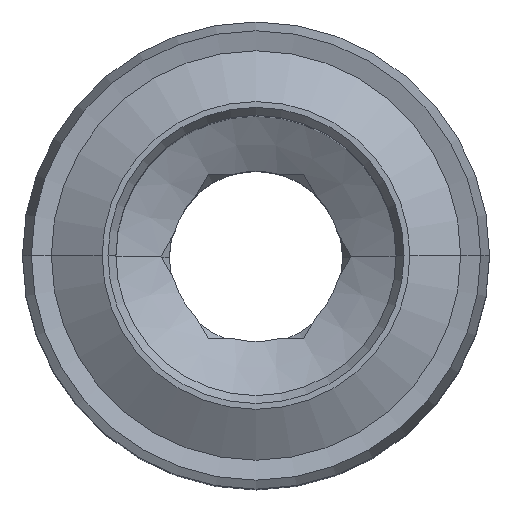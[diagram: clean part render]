
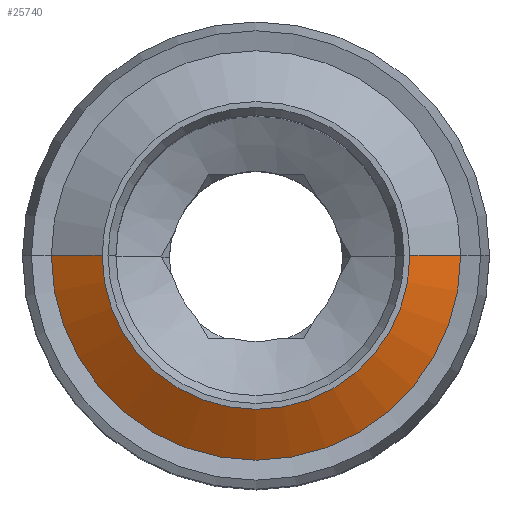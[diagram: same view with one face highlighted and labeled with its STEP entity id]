
A CAD part, top view. The second image highlights one B-rep face of the part: STEP entity #25740.
In plain terms, the highlighted conical face has half-angle 60 degrees and reference radius 5.6 mm.
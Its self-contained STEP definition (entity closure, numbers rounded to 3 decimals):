
#14480=CARTESIAN_POINT('',(0.,-7.45,
55.282));
#14490=VERTEX_POINT('',#14480);
#14520=CARTESIAN_POINT('',(0.,0.,
55.282));
#14530=DIRECTION('',(0.,0.,1.));
#14540=DIRECTION('',(0.,1.,0.));
#14550=AXIS2_PLACEMENT_3D('',#14520,#14530,#14540);
#14560=CIRCLE('',#14550,7.45);
#14610=CARTESIAN_POINT('',(0.,7.45,
55.282));
#14620=VERTEX_POINT('',#14610);
#14880=CARTESIAN_POINT('',(0.,0.,
56.35));
#14890=DIRECTION('',(0.,0.,1.));
#14900=DIRECTION('',(0.,1.,0.));
#14910=AXIS2_PLACEMENT_3D('',#14880,#14890,#14900);
#14920=CIRCLE('',#14910,5.6);
#14950=CARTESIAN_POINT('',(0.,5.6,56.35));
#14960=VERTEX_POINT('',#14950);
#14990=CARTESIAN_POINT('',(0.,5.6,56.35));
#15000=DIRECTION('',(0.,0.866,
-0.5));
#15010=VECTOR('',#15000,6.466);
#15020=LINE('',#14990,#15010);
#15030=EDGE_CURVE('',#14960,#14620,#15020,.T.);
#15070=CARTESIAN_POINT('',(0.,-5.6,56.35));
#15080=DIRECTION('',(0.,-0.866,
-0.5));
#15090=VECTOR('',#15080,6.466);
#15100=LINE('',#15070,#15090);
#15110=CARTESIAN_POINT('',(0.,-5.6,56.35));
#15120=VERTEX_POINT('',#15110);
#15130=EDGE_CURVE('',#15120,#14490,#15100,.T.);
#15510=EDGE_CURVE('',#14960,#15120,#14920,.T.);
#25620=CARTESIAN_POINT('',(0.,0.,
56.35));
#25630=DIRECTION('',(0.,0.,-1.));
#25640=DIRECTION('',(0.,1.,0.));
#25650=AXIS2_PLACEMENT_3D('',#25620,#25630,#25640);
#25660=CONICAL_SURFACE('',#25650,5.6,1.047);
#25670=ORIENTED_EDGE('',*,*,#15510,.F.);
#25680=ORIENTED_EDGE('',*,*,#15130,.F.);
#25690=EDGE_CURVE('',#14620,#14490,#14560,.T.);
#25700=ORIENTED_EDGE('',*,*,#25690,.T.);
#25710=ORIENTED_EDGE('',*,*,#15030,.T.);
#25720=EDGE_LOOP('',(#25710,#25700,#25680,#25670));
#25730=FACE_OUTER_BOUND('',#25720,.T.);
#25740=ADVANCED_FACE('',(#25730),#25660,.T.);
